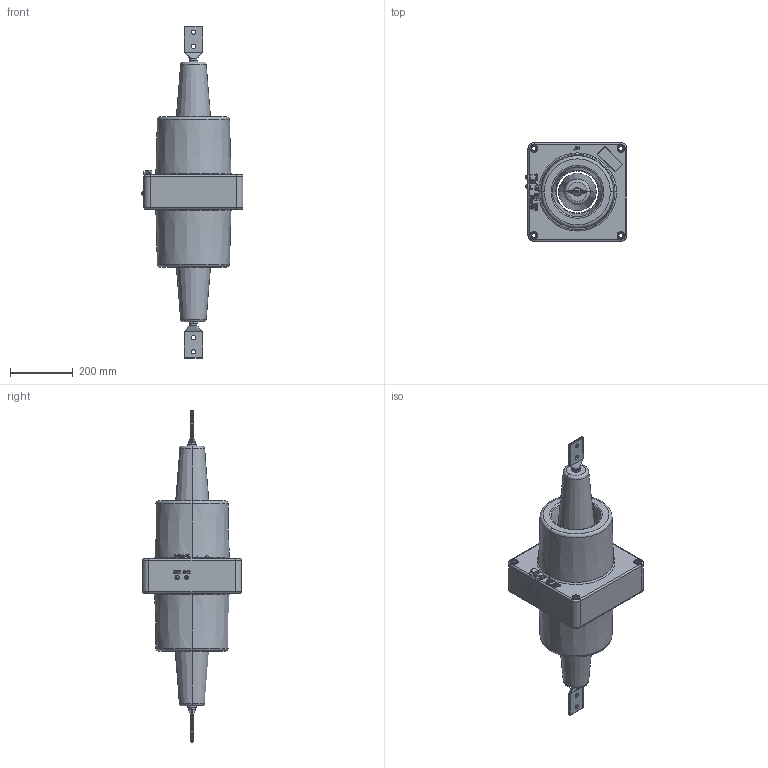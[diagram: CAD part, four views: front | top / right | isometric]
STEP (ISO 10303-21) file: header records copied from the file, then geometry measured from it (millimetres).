
FILE_DESCRIPTION (( 'STEP AP203' ), '1' );
FILE_NAME ('ﾒﾏﾋ-35-3.STEP', '2022-07-29T02:25:48', ( '' ), ( '' ), 'SwSTEP 2.0', 'SolidWorks 2010', '' );
FILE_SCHEMA (( 'CONFIG_CONTROL_DESIGN' ));
Length unit declared in the file: millimetre
Products named in the file (1): ﾒﾏﾋ-35-3
Bounding box: 325.12 x 316 x 1060 mm (x, y, z)
Surface area: 877528.9 mm2 (no closed solid volume)
Topology: 0 solids, 31 shells, 471 faces, 1562 edges, 1089 vertices
Faces by surface type: plane 172, cylinder 114, cone 70, bspline 62, torus 28, sphere 25
Entity records: 19552 total; most frequent: CARTESIAN_POINT 6372, DIRECTION 2748, ORIENTED_EDGE 2502, EDGE_CURVE 1549, VERTEX_POINT 1089, AXIS2_PLACEMENT_3D 1053, CIRCLE 643, LINE 642
